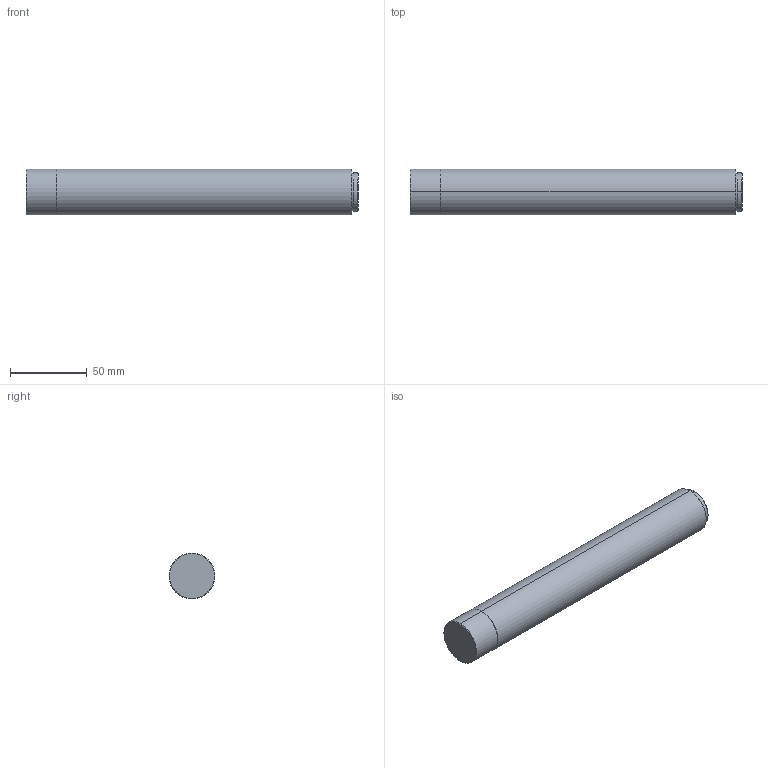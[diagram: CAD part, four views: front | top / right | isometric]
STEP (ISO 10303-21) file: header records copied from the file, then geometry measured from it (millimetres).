
FILE_DESCRIPTION (( 'STEP AP203' ), '1' );
FILE_NAME ('WH09-120A-110 STEPͼ.STEP', '2019-10-24T03:40:47', ( '' ), ( '' ), 'SwSTEP 2.0', 'SolidWorks 2014', '' );
FILE_SCHEMA (( 'CONFIG_CONTROL_DESIGN' ));
Length unit declared in the file: millimetre
Products named in the file (1): WH09-120A-110 STEPͼ
Bounding box: 217 x 30 x 30 mm (x, y, z)
Volume: 152543.4 mm3; surface area: 21854.6 mm2
Topology: 1 solids, 1 shells, 22 faces, 42 edges, 26 vertices
Faces by surface type: cylinder 10, cone 6, plane 6
Entity records: 641 total; most frequent: DIRECTION 114, CARTESIAN_POINT 91, ORIENTED_EDGE 84, AXIS2_PLACEMENT_3D 49, EDGE_CURVE 42, CIRCLE 26, EDGE_LOOP 26, VERTEX_POINT 26
